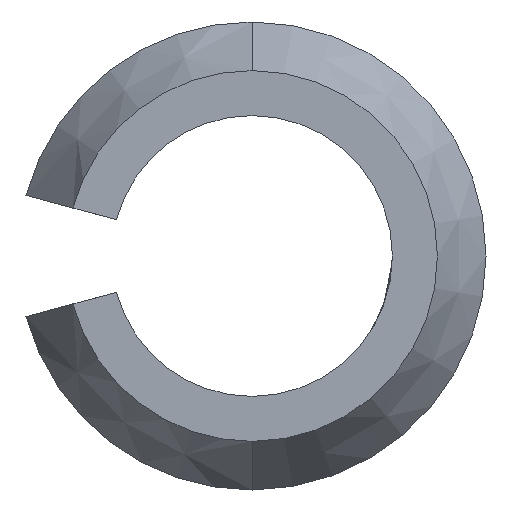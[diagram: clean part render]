
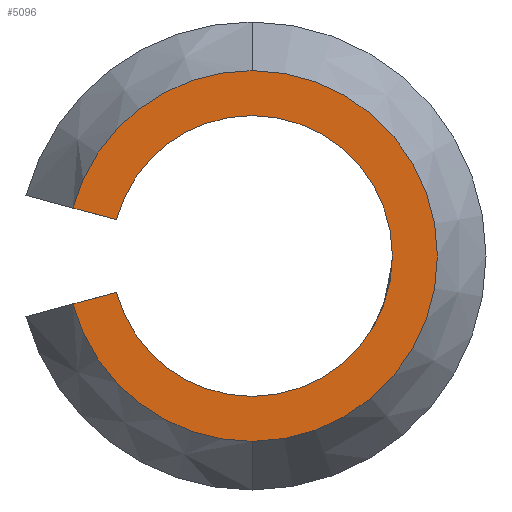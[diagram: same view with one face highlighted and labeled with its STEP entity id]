
A CAD part, left-side view. The second image highlights one B-rep face of the part: STEP entity #5096.
In plain terms, the highlighted planar face has unit normal (-1, 0, 0).
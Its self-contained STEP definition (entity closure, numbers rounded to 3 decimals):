
#29 = ORIENTED_EDGE ( 'NONE', *, *, #2331, .F. ) ;
#213 = VERTEX_POINT ( 'NONE', #12045 ) ;
#653 = DIRECTION ( 'NONE',  ( 1., 0., 0. ) ) ;
#708 = CARTESIAN_POINT ( 'NONE',  ( -20., 0., 0. ) ) ;
#742 = VERTEX_POINT ( 'NONE', #1406 ) ;
#1300 = DIRECTION ( 'NONE',  ( 0., 0., -1. ) ) ;
#1406 = CARTESIAN_POINT ( 'NONE',  ( -20., 1.449, 0.388 ) ) ;
#1413 = AXIS2_PLACEMENT_3D ( 'NONE', #10306, #1706, #10355 ) ;
#1656 = AXIS2_PLACEMENT_3D ( 'NONE', #8063, #10287, #10335 ) ;
#1706 = DIRECTION ( 'NONE',  ( -1., 0., 0. ) ) ;
#1748 = DIRECTION ( 'NONE',  ( 0., 0., -1. ) ) ;
#1854 = CIRCLE ( 'NONE', #1656, 1.98 ) ;
#1921 = AXIS2_PLACEMENT_3D ( 'NONE', #10900, #12002, #14091 ) ;
#2099 = AXIS2_PLACEMENT_3D ( 'NONE', #708, #653, #1748 ) ;
#2331 = EDGE_CURVE ( 'NONE', #5504, #5010, #8935, .T. ) ;
#2547 = ORIENTED_EDGE ( 'NONE', *, *, #8428, .F. ) ;
#2855 = CIRCLE ( 'NONE', #1921, 1.98 ) ;
#2901 = VERTEX_POINT ( 'NONE', #9155 ) ;
#2905 = ORIENTED_EDGE ( 'NONE', *, *, #2971, .F. ) ;
#2971 = EDGE_CURVE ( 'NONE', #11614, #10730, #7151, .T. ) ;
#3024 = CARTESIAN_POINT ( 'NONE',  ( -20., 0., 1.98 ) ) ;
#3159 = EDGE_CURVE ( 'NONE', #10730, #213, #1854, .T. ) ;
#3414 = EDGE_CURVE ( 'NONE', #2901, #742, #8828, .T. ) ;
#3539 = CARTESIAN_POINT ( 'NONE',  ( -20., 0., 0. ) ) ;
#4195 = DIRECTION ( 'NONE',  ( -1., 0., 0. ) ) ;
#5010 = VERTEX_POINT ( 'NONE', #6265 ) ;
#5096 = ADVANCED_FACE ( 'NONE', ( #6984 ), #5538, .F. ) ;
#5181 = DIRECTION ( 'NONE',  ( 0., 0., -1. ) ) ;
#5298 = VERTEX_POINT ( 'NONE', #12795 ) ;
#5504 = VERTEX_POINT ( 'NONE', #9616 ) ;
#5538 = PLANE ( 'NONE',  #9858 ) ;
#5548 = DIRECTION ( 'NONE',  ( 0., 0.966, 0.259 ) ) ;
#5716 = DIRECTION ( 'NONE',  ( -1., 0., 0. ) ) ;
#5742 = AXIS2_PLACEMENT_3D ( 'NONE', #7415, #4195, #5181 ) ;
#6132 = CIRCLE ( 'NONE', #10978, 1.5 ) ;
#6265 = CARTESIAN_POINT ( 'NONE',  ( -20., 1.449, -0.388 ) ) ;
#6748 = VECTOR ( 'NONE', #5548, 1000. ) ;
#6813 = ORIENTED_EDGE ( 'NONE', *, *, #13178, .F. ) ;
#6984 = FACE_OUTER_BOUND ( 'NONE', #11854, .T. ) ;
#7151 = CIRCLE ( 'NONE', #2099, 1.98 ) ;
#7415 = CARTESIAN_POINT ( 'NONE',  ( -20., 0., 0. ) ) ;
#8063 = CARTESIAN_POINT ( 'NONE',  ( -20., 0., 0. ) ) ;
#8181 = ORIENTED_EDGE ( 'NONE', *, *, #13457, .F. ) ;
#8428 = EDGE_CURVE ( 'NONE', #5298, #2901, #6132, .T. ) ;
#8604 = VECTOR ( 'NONE', #9666, 1000. ) ;
#8828 = CIRCLE ( 'NONE', #5742, 1.5 ) ;
#8935 = LINE ( 'NONE', #13658, #8604 ) ;
#9155 = CARTESIAN_POINT ( 'NONE',  ( -20., 0., 1.5 ) ) ;
#9292 = ORIENTED_EDGE ( 'NONE', *, *, #3159, .F. ) ;
#9616 = CARTESIAN_POINT ( 'NONE',  ( -20., 1.913, -0.513 ) ) ;
#9666 = DIRECTION ( 'NONE',  ( 0., -0.966, 0.259 ) ) ;
#9858 = AXIS2_PLACEMENT_3D ( 'NONE', #10011, #10931, #13186 ) ;
#9955 = ORIENTED_EDGE ( 'NONE', *, *, #3414, .F. ) ;
#10011 = CARTESIAN_POINT ( 'NONE',  ( -20., 0., 0. ) ) ;
#10287 = DIRECTION ( 'NONE',  ( 1., 0., 0. ) ) ;
#10306 = CARTESIAN_POINT ( 'NONE',  ( -20., 0., 0. ) ) ;
#10335 = DIRECTION ( 'NONE',  ( 0., 0., -1. ) ) ;
#10355 = DIRECTION ( 'NONE',  ( 0., 0., -1. ) ) ;
#10730 = VERTEX_POINT ( 'NONE', #3024 ) ;
#10900 = CARTESIAN_POINT ( 'NONE',  ( -20., 0., 0. ) ) ;
#10931 = DIRECTION ( 'NONE',  ( 1., 0., 0. ) ) ;
#10978 = AXIS2_PLACEMENT_3D ( 'NONE', #3539, #5716, #1300 ) ;
#11029 = CARTESIAN_POINT ( 'NONE',  ( -20., 1.449, 0.388 ) ) ;
#11342 = CIRCLE ( 'NONE', #1413, 1.5 ) ;
#11614 = VERTEX_POINT ( 'NONE', #12447 ) ;
#11775 = EDGE_CURVE ( 'NONE', #213, #5504, #2855, .T. ) ;
#11854 = EDGE_LOOP ( 'NONE', ( #2905, #6813, #9955, #2547, #8181, #29, #13693, #9292 ) ) ;
#11858 = LINE ( 'NONE', #11029, #6748 ) ;
#12002 = DIRECTION ( 'NONE',  ( 1., 0., 0. ) ) ;
#12045 = CARTESIAN_POINT ( 'NONE',  ( -20., 0., -1.98 ) ) ;
#12447 = CARTESIAN_POINT ( 'NONE',  ( -20., 1.913, 0.513 ) ) ;
#12795 = CARTESIAN_POINT ( 'NONE',  ( -20., 0., -1.5 ) ) ;
#13178 = EDGE_CURVE ( 'NONE', #742, #11614, #11858, .T. ) ;
#13186 = DIRECTION ( 'NONE',  ( 0., 0., -1. ) ) ;
#13457 = EDGE_CURVE ( 'NONE', #5010, #5298, #11342, .T. ) ;
#13658 = CARTESIAN_POINT ( 'NONE',  ( -20., 2.415, -0.647 ) ) ;
#13693 = ORIENTED_EDGE ( 'NONE', *, *, #11775, .F. ) ;
#14091 = DIRECTION ( 'NONE',  ( 0., 0., -1. ) ) ;
